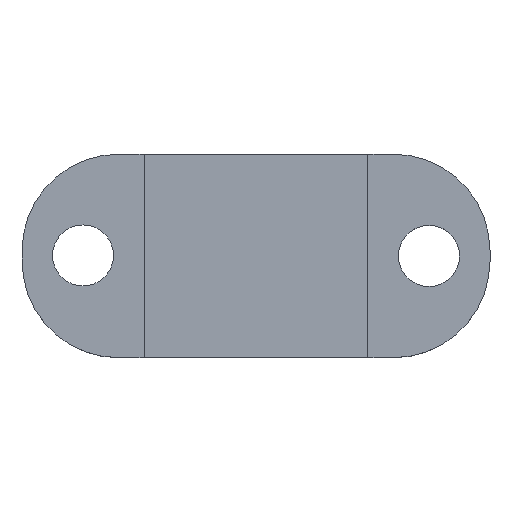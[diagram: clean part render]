
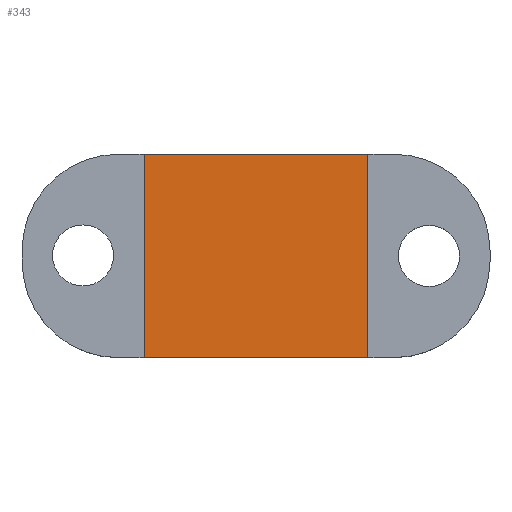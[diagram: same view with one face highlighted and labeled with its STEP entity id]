
A CAD part, top view. The second image highlights one B-rep face of the part: STEP entity #343.
In plain terms, the highlighted planar face has unit normal (0, 0, 1).
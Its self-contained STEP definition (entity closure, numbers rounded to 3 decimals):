
#37=PLANE('',#390);
#55=FACE_OUTER_BOUND('',#77,.T.);
#77=EDGE_LOOP('',(#317,#318,#319,#320));
#91=LINE('',#546,#123);
#103=LINE('',#571,#135);
#109=LINE('',#586,#141);
#110=LINE('',#588,#142);
#123=VECTOR('',#445,10.);
#135=VECTOR('',#465,10.);
#141=VECTOR('',#485,10.);
#142=VECTOR('',#488,10.);
#174=VERTEX_POINT('',#543);
#175=VERTEX_POINT('',#545);
#183=VERTEX_POINT('',#568);
#184=VERTEX_POINT('',#570);
#210=EDGE_CURVE('',#174,#175,#91,.T.);
#223=EDGE_CURVE('',#183,#184,#103,.T.);
#231=EDGE_CURVE('',#184,#174,#109,.T.);
#232=EDGE_CURVE('',#175,#183,#110,.T.);
#317=ORIENTED_EDGE('',*,*,#232,.F.);
#318=ORIENTED_EDGE('',*,*,#210,.F.);
#319=ORIENTED_EDGE('',*,*,#231,.F.);
#320=ORIENTED_EDGE('',*,*,#223,.F.);
#343=ADVANCED_FACE('',(#55),#37,.F.);
#390=AXIS2_PLACEMENT_3D('',#589,#489,#490);
#445=DIRECTION('',(-1.,0.,0.));
#465=DIRECTION('',(1.,0.,0.));
#485=DIRECTION('',(0.,-1.,0.));
#488=DIRECTION('',(0.,1.,0.));
#489=DIRECTION('center_axis',(0.,0.,-1.));
#490=DIRECTION('ref_axis',(1.,0.,0.));
#543=CARTESIAN_POINT('',(5.5,-5.,1.));
#545=CARTESIAN_POINT('',(-5.5,-5.,1.));
#546=CARTESIAN_POINT('',(5.75,-5.,1.));
#568=CARTESIAN_POINT('',(-5.5,5.,1.));
#570=CARTESIAN_POINT('',(5.5,5.,1.));
#571=CARTESIAN_POINT('',(-5.75,5.,1.));
#586=CARTESIAN_POINT('',(5.5,-5.,1.));
#588=CARTESIAN_POINT('',(-5.5,-5.,1.));
#589=CARTESIAN_POINT('Origin',(0.,0.,
1.));
